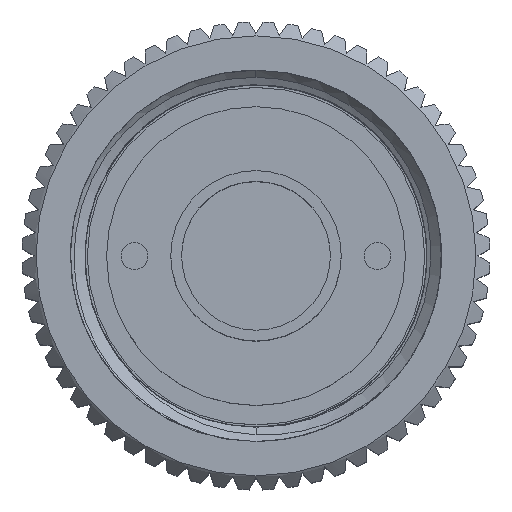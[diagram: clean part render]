
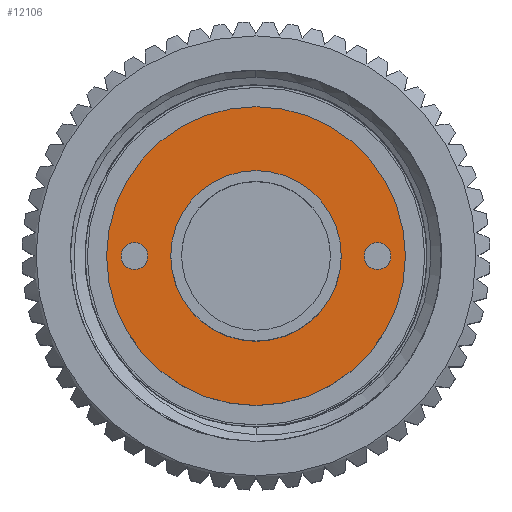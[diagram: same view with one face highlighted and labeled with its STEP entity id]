
A CAD part, top view. The second image highlights one B-rep face of the part: STEP entity #12106.
In plain terms, the highlighted face is planar.
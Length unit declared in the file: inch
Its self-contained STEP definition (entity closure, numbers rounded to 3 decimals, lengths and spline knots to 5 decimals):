
#736 = DIRECTION ( 'NONE',  ( 0., -1., 0. ) ) ;
#839 = CARTESIAN_POINT ( 'NONE',  ( 0.27916, 0., 0. ) ) ;
#1142 = CARTESIAN_POINT ( 'NONE',  ( 0.27916, 0., 0.225 ) ) ;
#1281 = CIRCLE ( 'NONE', #2887, 0.025 ) ;
#1339 = CARTESIAN_POINT ( 'NONE',  ( 0.27916, -0.2767, 0. ) ) ;
#1370 = ORIENTED_EDGE ( 'NONE', *, *, #9289, .F. ) ;
#1596 = DIRECTION ( 'NONE',  ( 0., 1., 0. ) ) ;
#1645 = DIRECTION ( 'NONE',  ( -1., 0., 0. ) ) ;
#1658 = DIRECTION ( 'NONE',  ( 0., -1., 0. ) ) ;
#1673 = EDGE_LOOP ( 'NONE', ( #8040, #14055 ) ) ;
#1900 = EDGE_LOOP ( 'NONE', ( #10795, #1370 ) ) ;
#1937 = FACE_BOUND ( 'NONE', #5647, .T. ) ;
#2186 = DIRECTION ( 'NONE',  ( 1., 0., 0. ) ) ;
#2233 = CARTESIAN_POINT ( 'NONE',  ( 0.27916, 0.1578, 0. ) ) ;
#2253 = EDGE_CURVE ( 'NONE', #10315, #15951, #5611, .T. ) ;
#2324 = DIRECTION ( 'NONE',  ( -1., 0., 0. ) ) ;
#2386 = CARTESIAN_POINT ( 'NONE',  ( 0.27916, 0.025, 0.225 ) ) ;
#2550 = CIRCLE ( 'NONE', #3887, 0.025 ) ;
#2887 = AXIS2_PLACEMENT_3D ( 'NONE', #11822, #6692, #8123 ) ;
#2951 = CIRCLE ( 'NONE', #9439, 0.1578 ) ;
#3269 = CARTESIAN_POINT ( 'NONE',  ( 0.27916, 0.2767, 0. ) ) ;
#3274 = VERTEX_POINT ( 'NONE', #12119 ) ;
#3318 = CIRCLE ( 'NONE', #12746, 0.1578 ) ;
#3625 = ORIENTED_EDGE ( 'NONE', *, *, #8835, .F. ) ;
#3689 = DIRECTION ( 'NONE',  ( -1., 0., 0. ) ) ;
#3797 = EDGE_CURVE ( 'NONE', #3274, #5229, #14120, .T. ) ;
#3887 = AXIS2_PLACEMENT_3D ( 'NONE', #11299, #3689, #1658 ) ;
#4544 = PLANE ( 'NONE',  #6668 ) ;
#4836 = VERTEX_POINT ( 'NONE', #3269 ) ;
#5029 = EDGE_CURVE ( 'NONE', #5229, #3274, #2550, .T. ) ;
#5080 = VERTEX_POINT ( 'NONE', #1339 ) ;
#5229 = VERTEX_POINT ( 'NONE', #14651 ) ;
#5302 = CIRCLE ( 'NONE', #10971, 0.2767 ) ;
#5541 = DIRECTION ( 'NONE',  ( -1., 0., 0. ) ) ;
#5611 = CIRCLE ( 'NONE', #10470, 0.025 ) ;
#5647 = EDGE_LOOP ( 'NONE', ( #3625, #10403 ) ) ;
#5670 = ORIENTED_EDGE ( 'NONE', *, *, #13245, .F. ) ;
#5702 = DIRECTION ( 'NONE',  ( 0., 1., 0. ) ) ;
#5816 = FACE_BOUND ( 'NONE', #1673, .T. ) ;
#5872 = DIRECTION ( 'NONE',  ( -1., 0., 0. ) ) ;
#6311 = AXIS2_PLACEMENT_3D ( 'NONE', #15575, #8248, #10939 ) ;
#6580 = VERTEX_POINT ( 'NONE', #2233 ) ;
#6668 = AXIS2_PLACEMENT_3D ( 'NONE', #9709, #8023, #1596 ) ;
#6692 = DIRECTION ( 'NONE',  ( -1., 0., 0. ) ) ;
#6896 = CARTESIAN_POINT ( 'NONE',  ( 0.27916, 0., -0.225 ) ) ;
#8023 = DIRECTION ( 'NONE',  ( 1., 0., 0. ) ) ;
#8040 = ORIENTED_EDGE ( 'NONE', *, *, #3797, .F. ) ;
#8123 = DIRECTION ( 'NONE',  ( 0., -1., 0. ) ) ;
#8248 = DIRECTION ( 'NONE',  ( 1., 0., 0. ) ) ;
#8413 = CARTESIAN_POINT ( 'NONE',  ( 0.27916, 0., 0. ) ) ;
#8824 = DIRECTION ( 'NONE',  ( 0., -1., 0. ) ) ;
#8835 = EDGE_CURVE ( 'NONE', #6580, #16665, #3318, .T. ) ;
#9289 = EDGE_CURVE ( 'NONE', #5080, #4836, #9545, .T. ) ;
#9439 = AXIS2_PLACEMENT_3D ( 'NONE', #13201, #1645, #10433 ) ;
#9463 = ORIENTED_EDGE ( 'NONE', *, *, #2253, .F. ) ;
#9545 = CIRCLE ( 'NONE', #6311, 0.2767 ) ;
#9709 = CARTESIAN_POINT ( 'NONE',  ( 0.27916, 0., 0. ) ) ;
#10315 = VERTEX_POINT ( 'NONE', #2386 ) ;
#10403 = ORIENTED_EDGE ( 'NONE', *, *, #14457, .F. ) ;
#10433 = DIRECTION ( 'NONE',  ( 0., 1., 0. ) ) ;
#10470 = AXIS2_PLACEMENT_3D ( 'NONE', #1142, #2324, #8824 ) ;
#10795 = ORIENTED_EDGE ( 'NONE', *, *, #11023, .F. ) ;
#10939 = DIRECTION ( 'NONE',  ( 0., 1., 0. ) ) ;
#10971 = AXIS2_PLACEMENT_3D ( 'NONE', #839, #2186, #16262 ) ;
#11023 = EDGE_CURVE ( 'NONE', #4836, #5080, #5302, .T. ) ;
#11299 = CARTESIAN_POINT ( 'NONE',  ( 0.27916, 0., -0.225 ) ) ;
#11312 = CARTESIAN_POINT ( 'NONE',  ( 0.27916, -0.025, 0.225 ) ) ;
#11822 = CARTESIAN_POINT ( 'NONE',  ( 0.27916, 0., 0.225 ) ) ;
#12106 = ADVANCED_FACE ( 'NONE', ( #1937, #12215, #5816, #16103 ), #4544, .F. ) ;
#12119 = CARTESIAN_POINT ( 'NONE',  ( 0.27916, -0.025, -0.225 ) ) ;
#12215 = FACE_BOUND ( 'NONE', #15145, .T. ) ;
#12746 = AXIS2_PLACEMENT_3D ( 'NONE', #8413, #5872, #5702 ) ;
#13201 = CARTESIAN_POINT ( 'NONE',  ( 0.27916, 0., 0. ) ) ;
#13245 = EDGE_CURVE ( 'NONE', #15951, #10315, #1281, .T. ) ;
#14055 = ORIENTED_EDGE ( 'NONE', *, *, #5029, .F. ) ;
#14120 = CIRCLE ( 'NONE', #15713, 0.025 ) ;
#14457 = EDGE_CURVE ( 'NONE', #16665, #6580, #2951, .T. ) ;
#14651 = CARTESIAN_POINT ( 'NONE',  ( 0.27916, 0.025, -0.225 ) ) ;
#15145 = EDGE_LOOP ( 'NONE', ( #5670, #9463 ) ) ;
#15403 = CARTESIAN_POINT ( 'NONE',  ( 0.27916, -0.1578, 0. ) ) ;
#15575 = CARTESIAN_POINT ( 'NONE',  ( 0.27916, 0., 0. ) ) ;
#15713 = AXIS2_PLACEMENT_3D ( 'NONE', #6896, #5541, #736 ) ;
#15951 = VERTEX_POINT ( 'NONE', #11312 ) ;
#16103 = FACE_OUTER_BOUND ( 'NONE', #1900, .T. ) ;
#16262 = DIRECTION ( 'NONE',  ( 0., 1., 0. ) ) ;
#16665 = VERTEX_POINT ( 'NONE', #15403 ) ;
